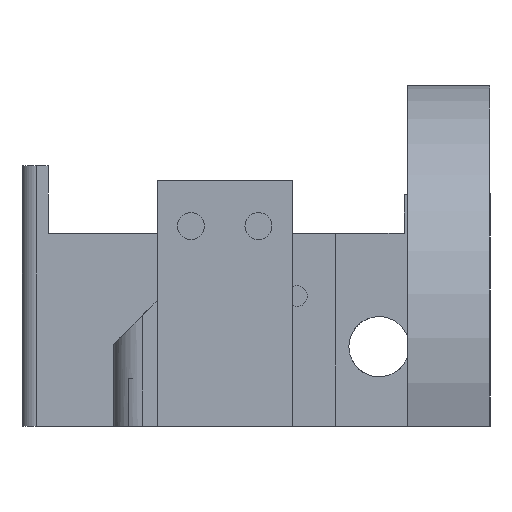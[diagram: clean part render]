
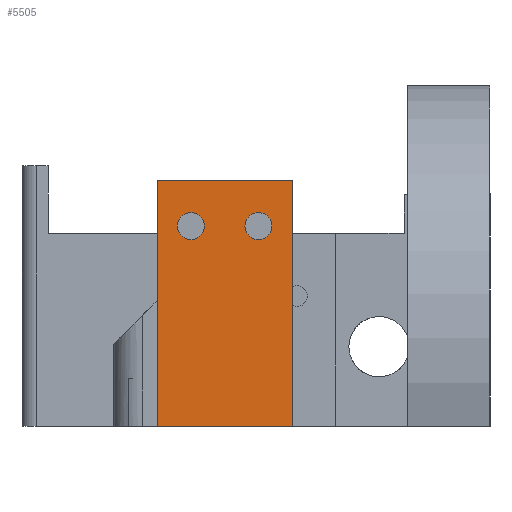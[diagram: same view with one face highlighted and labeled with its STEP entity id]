
A CAD part, left-side view. The second image highlights one B-rep face of the part: STEP entity #5505.
In plain terms, the highlighted planar face has unit normal (-1, 0, 0).
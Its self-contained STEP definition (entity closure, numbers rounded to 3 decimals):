
#10 = CARTESIAN_POINT ( 'NONE',  ( -101.5, -7., 0. ) ) ;
#13 = CIRCLE ( 'NONE', #5699, 1.4 ) ;
#19 = EDGE_CURVE ( 'NONE', #5757, #4035, #5439, .T. ) ;
#20 = PLANE ( 'NONE',  #1422 ) ;
#95 = CARTESIAN_POINT ( 'NONE',  ( -101.5, -3.5, 19.35 ) ) ;
#322 = EDGE_CURVE ( 'NONE', #4035, #5757, #3884, .T. ) ;
#423 = DIRECTION ( 'NONE',  ( 0., 1., 0. ) ) ;
#467 = EDGE_CURVE ( 'NONE', #6294, #4343, #6781, .T. ) ;
#547 = CARTESIAN_POINT ( 'NONE',  ( -101.5, 0., 0. ) ) ;
#654 = VECTOR ( 'NONE', #5149, 1000. ) ;
#1007 = VERTEX_POINT ( 'NONE', #6427 ) ;
#1019 = DIRECTION ( 'NONE',  ( 1., 0., 0. ) ) ;
#1038 = DIRECTION ( 'NONE',  ( 0., 0., 1. ) ) ;
#1051 = ORIENTED_EDGE ( 'NONE', *, *, #5799, .T. ) ;
#1422 = AXIS2_PLACEMENT_3D ( 'NONE', #547, #4764, #1038 ) ;
#1448 = ORIENTED_EDGE ( 'NONE', *, *, #19, .T. ) ;
#1470 = ORIENTED_EDGE ( 'NONE', *, *, #5897, .T. ) ;
#1561 = AXIS2_PLACEMENT_3D ( 'NONE', #4717, #1019, #5275 ) ;
#1612 = CARTESIAN_POINT ( 'NONE',  ( -101.5, 7., 0. ) ) ;
#1698 = CARTESIAN_POINT ( 'NONE',  ( -101.5, -7., 0. ) ) ;
#1713 = CARTESIAN_POINT ( 'NONE',  ( -101.5, -3.5, 20.75 ) ) ;
#1733 = CARTESIAN_POINT ( 'NONE',  ( -101.5, -3.5, 22.15 ) ) ;
#1859 = EDGE_CURVE ( 'NONE', #1007, #2882, #4176, .T. ) ;
#1887 = VECTOR ( 'NONE', #2153, 1000. ) ;
#2008 = CARTESIAN_POINT ( 'NONE',  ( -101.5, 0., 25.5 ) ) ;
#2130 = CARTESIAN_POINT ( 'NONE',  ( -101.5, 3.5, 20.75 ) ) ;
#2148 = CARTESIAN_POINT ( 'NONE',  ( -101.5, 7., 25.5 ) ) ;
#2153 = DIRECTION ( 'NONE',  ( 0., 0., -1. ) ) ;
#2155 = FACE_BOUND ( 'NONE', #4644, .T. ) ;
#2371 = ORIENTED_EDGE ( 'NONE', *, *, #5956, .F. ) ;
#2466 = ORIENTED_EDGE ( 'NONE', *, *, #1859, .T. ) ;
#2882 = VERTEX_POINT ( 'NONE', #6053 ) ;
#2921 = ORIENTED_EDGE ( 'NONE', *, *, #322, .T. ) ;
#3274 = DIRECTION ( 'NONE',  ( 0., 0., 1. ) ) ;
#3322 = VERTEX_POINT ( 'NONE', #1612 ) ;
#3612 = CARTESIAN_POINT ( 'NONE',  ( -101.5, 0., 0. ) ) ;
#3742 = EDGE_LOOP ( 'NONE', ( #2371, #4918, #1051, #1470 ) ) ;
#3767 = VECTOR ( 'NONE', #423, 1000. ) ;
#3864 = AXIS2_PLACEMENT_3D ( 'NONE', #6776, #5762, #4710 ) ;
#3884 = CIRCLE ( 'NONE', #1561, 1.4 ) ;
#4035 = VERTEX_POINT ( 'NONE', #95 ) ;
#4089 = EDGE_CURVE ( 'NONE', #2882, #1007, #13, .T. ) ;
#4125 = LINE ( 'NONE', #6275, #654 ) ;
#4176 = CIRCLE ( 'NONE', #3864, 1.4 ) ;
#4258 = CARTESIAN_POINT ( 'NONE',  ( -101.5, -7., 25.5 ) ) ;
#4340 = FACE_OUTER_BOUND ( 'NONE', #3742, .T. ) ;
#4343 = VERTEX_POINT ( 'NONE', #2148 ) ;
#4620 = LINE ( 'NONE', #3612, #6556 ) ;
#4644 = EDGE_LOOP ( 'NONE', ( #5764, #2466 ) ) ;
#4664 = AXIS2_PLACEMENT_3D ( 'NONE', #1713, #6393, #6459 ) ;
#4710 = DIRECTION ( 'NONE',  ( 0., 0., 1. ) ) ;
#4717 = CARTESIAN_POINT ( 'NONE',  ( -101.5, -3.5, 20.75 ) ) ;
#4764 = DIRECTION ( 'NONE',  ( -1., 0., 0. ) ) ;
#4918 = ORIENTED_EDGE ( 'NONE', *, *, #467, .T. ) ;
#5149 = DIRECTION ( 'NONE',  ( 0., 0., -1. ) ) ;
#5275 = DIRECTION ( 'NONE',  ( 0., 0., 1. ) ) ;
#5383 = LINE ( 'NONE', #1698, #1887 ) ;
#5394 = DIRECTION ( 'NONE',  ( 1., 0., 0. ) ) ;
#5439 = CIRCLE ( 'NONE', #4664, 1.4 ) ;
#5505 = ADVANCED_FACE ( 'NONE', ( #4340, #2155, #5883 ), #20, .T. ) ;
#5699 = AXIS2_PLACEMENT_3D ( 'NONE', #2130, #5394, #3274 ) ;
#5757 = VERTEX_POINT ( 'NONE', #1733 ) ;
#5762 = DIRECTION ( 'NONE',  ( 1., 0., 0. ) ) ;
#5764 = ORIENTED_EDGE ( 'NONE', *, *, #4089, .T. ) ;
#5799 = EDGE_CURVE ( 'NONE', #4343, #3322, #4125, .T. ) ;
#5883 = FACE_BOUND ( 'NONE', #6774, .T. ) ;
#5897 = EDGE_CURVE ( 'NONE', #3322, #6291, #4620, .T. ) ;
#5956 = EDGE_CURVE ( 'NONE', #6294, #6291, #5383, .T. ) ;
#6053 = CARTESIAN_POINT ( 'NONE',  ( -101.5, 3.5, 22.15 ) ) ;
#6275 = CARTESIAN_POINT ( 'NONE',  ( -101.5, 7., 0. ) ) ;
#6291 = VERTEX_POINT ( 'NONE', #10 ) ;
#6294 = VERTEX_POINT ( 'NONE', #4258 ) ;
#6347 = DIRECTION ( 'NONE',  ( 0., -1., 0. ) ) ;
#6393 = DIRECTION ( 'NONE',  ( 1., 0., 0. ) ) ;
#6427 = CARTESIAN_POINT ( 'NONE',  ( -101.5, 3.5, 19.35 ) ) ;
#6459 = DIRECTION ( 'NONE',  ( 0., 0., 1. ) ) ;
#6556 = VECTOR ( 'NONE', #6347, 1000. ) ;
#6774 = EDGE_LOOP ( 'NONE', ( #1448, #2921 ) ) ;
#6776 = CARTESIAN_POINT ( 'NONE',  ( -101.5, 3.5, 20.75 ) ) ;
#6781 = LINE ( 'NONE', #2008, #3767 ) ;
